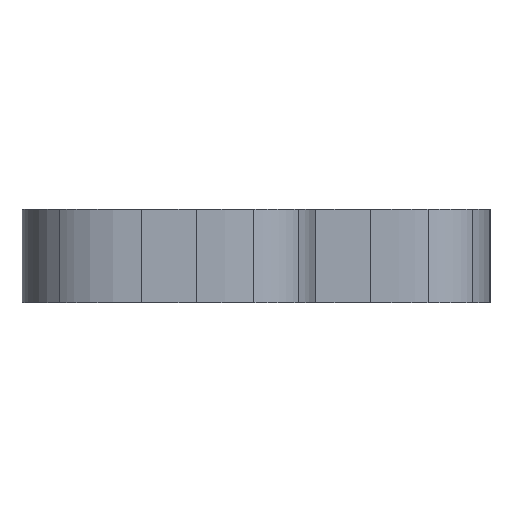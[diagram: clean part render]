
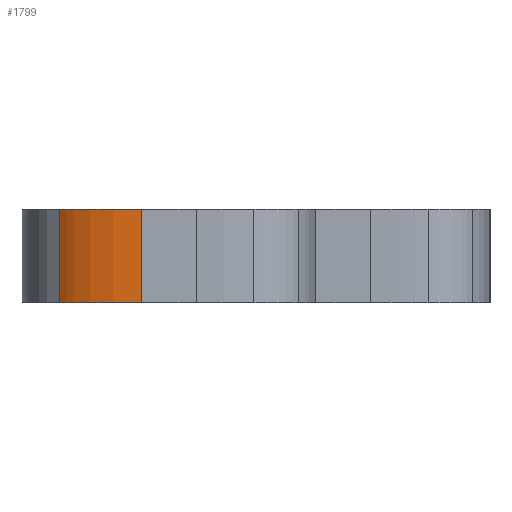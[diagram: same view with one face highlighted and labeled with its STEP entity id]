
A CAD part, left-side view. The second image highlights one B-rep face of the part: STEP entity #1799.
In plain terms, the highlighted free-form (B-spline) face has degree [3, 1] with [11, 2] control points.
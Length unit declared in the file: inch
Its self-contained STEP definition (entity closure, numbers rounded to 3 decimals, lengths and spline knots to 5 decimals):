
#1541=CARTESIAN_POINT('',(0.,37.2093,0.));
#1542=VERTEX_POINT('',#1541);
#1557=CARTESIAN_POINT('',(0.,37.2093,10.));
#1558=VERTEX_POINT('',#1557);
#1565=CARTESIAN_POINT('',(0.,37.2093,10.));
#1566=DIRECTION('',(0.,0.,-1.));
#1567=VECTOR('',#1566,10.);
#1568=LINE('',#1565,#1567);
#1569=EDGE_CURVE('',#1558,#1542,#1568,.T.);
#1702=CARTESIAN_POINT('',(2.6617,46.00291,0.));
#1703=VERTEX_POINT('',#1702);
#1718=CARTESIAN_POINT('',(2.6617,46.00291,10.));
#1719=VERTEX_POINT('',#1718);
#1720=CARTESIAN_POINT('',(2.6617,46.00291,10.));
#1721=DIRECTION('',(0.,0.,-1.));
#1722=VECTOR('',#1721,10.);
#1723=LINE('',#1720,#1722);
#1724=EDGE_CURVE('',#1719,#1703,#1723,.T.);
#1744=CARTESIAN_POINT('',(0.,37.2093,10.));
#1745=CARTESIAN_POINT('',(0.,37.2093,0.));
#1746=CARTESIAN_POINT('',(0.01005,37.65465,10.));
#1747=CARTESIAN_POINT('',(0.01005,37.65465,0.));
#1748=CARTESIAN_POINT('',(0.02971,38.52572,10.));
#1749=CARTESIAN_POINT('',(0.02971,38.52572,0.));
#1750=CARTESIAN_POINT('',(0.1444,39.8018,10.));
#1751=CARTESIAN_POINT('',(0.1444,39.8018,0.));
#1752=CARTESIAN_POINT('',(0.3534,41.01043,10.));
#1753=CARTESIAN_POINT('',(0.3534,41.01043,0.));
#1754=CARTESIAN_POINT('',(0.64369,42.14985,10.));
#1755=CARTESIAN_POINT('',(0.64369,42.14985,0.));
#1756=CARTESIAN_POINT('',(1.01201,43.22105,10.));
#1757=CARTESIAN_POINT('',(1.01201,43.22105,0.));
#1758=CARTESIAN_POINT('',(1.48449,44.21197,10.));
#1759=CARTESIAN_POINT('',(1.48449,44.21197,0.));
#1760=CARTESIAN_POINT('',(2.01362,45.15261,10.));
#1761=CARTESIAN_POINT('',(2.01362,45.15261,0.));
#1762=CARTESIAN_POINT('',(2.44593,45.71981,10.));
#1763=CARTESIAN_POINT('',(2.44593,45.71981,0.));
#1764=CARTESIAN_POINT('',(2.6617,46.00291,10.));
#1765=CARTESIAN_POINT('',(2.6617,46.00291,0.));
#1766=B_SPLINE_SURFACE_WITH_KNOTS('',3,1,((#1744,#1745),(#1746,#1747),(#1748,#1749),(#1750,#1751),(#1752,#1753),(#1754,#1755),(#1756,#1757),(#1758,#1759),(#1760,#1761),(#1762,#1763),(#1764,#1765)),.UNSPECIFIED.,.F.,.F.,.U.,(4,1,1,1,1,1,1,1,4),(2,2),(0.,0.14263,0.27897,0.40985,0.53497,0.65519,0.77188,0.88615,1.),(0.5,0.5),.UNSPECIFIED.);
#1767=CARTESIAN_POINT('',(0.,37.2093,0.));
#1768=CARTESIAN_POINT('',(0.01005,37.65465,0.));
#1769=CARTESIAN_POINT('',(0.02971,38.52572,0.));
#1770=CARTESIAN_POINT('',(0.1444,39.8018,0.));
#1771=CARTESIAN_POINT('',(0.3534,41.01043,0.));
#1772=CARTESIAN_POINT('',(0.64369,42.14985,0.));
#1773=CARTESIAN_POINT('',(1.01201,43.22105,0.));
#1774=CARTESIAN_POINT('',(1.48449,44.21197,0.));
#1775=CARTESIAN_POINT('',(2.01362,45.15261,0.));
#1776=CARTESIAN_POINT('',(2.44593,45.71981,0.));
#1777=CARTESIAN_POINT('',(2.6617,46.00291,0.));
#1778=B_SPLINE_CURVE_WITH_KNOTS('',3,(#1767,#1768,#1769,#1770,#1771,#1772,#1773,#1774,#1775,#1776,#1777),.UNSPECIFIED.,.F.,.F.,(4,1,1,1,1,1,1,1,4),(0.,0.14263,0.27897,0.40985,0.53497,0.65519,0.77188,0.88615,1.),.UNSPECIFIED.);
#1779=EDGE_CURVE('',#1542,#1703,#1778,.T.);
#1780=ORIENTED_EDGE('',*,*,#1779,.F.);
#1781=ORIENTED_EDGE('',*,*,#1569,.F.);
#1782=CARTESIAN_POINT('',(0.,37.2093,10.));
#1783=CARTESIAN_POINT('',(0.01005,37.65465,10.));
#1784=CARTESIAN_POINT('',(0.02971,38.52572,10.));
#1785=CARTESIAN_POINT('',(0.1444,39.8018,10.));
#1786=CARTESIAN_POINT('',(0.3534,41.01043,10.));
#1787=CARTESIAN_POINT('',(0.64369,42.14985,10.));
#1788=CARTESIAN_POINT('',(1.01201,43.22105,10.));
#1789=CARTESIAN_POINT('',(1.48449,44.21197,10.));
#1790=CARTESIAN_POINT('',(2.01362,45.15261,10.));
#1791=CARTESIAN_POINT('',(2.44593,45.71981,10.));
#1792=CARTESIAN_POINT('',(2.6617,46.00291,10.));
#1793=B_SPLINE_CURVE_WITH_KNOTS('',3,(#1782,#1783,#1784,#1785,#1786,#1787,#1788,#1789,#1790,#1791,#1792),.UNSPECIFIED.,.F.,.F.,(4,1,1,1,1,1,1,1,4),(0.,0.14263,0.27897,0.40985,0.53497,0.65519,0.77188,0.88615,1.),.UNSPECIFIED.);
#1794=EDGE_CURVE('',#1558,#1719,#1793,.T.);
#1795=ORIENTED_EDGE('',*,*,#1794,.T.);
#1796=ORIENTED_EDGE('',*,*,#1724,.T.);
#1797=EDGE_LOOP('',(#1780,#1781,#1795,#1796));
#1798=FACE_BOUND('',#1797,.T.);
#1799=ADVANCED_FACE('',(#1798),#1766,.T.);
